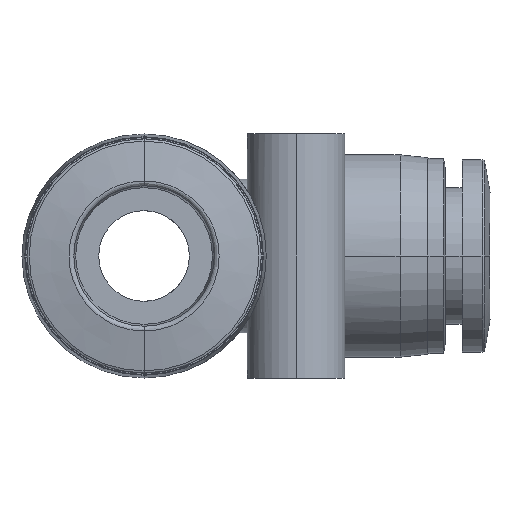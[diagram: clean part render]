
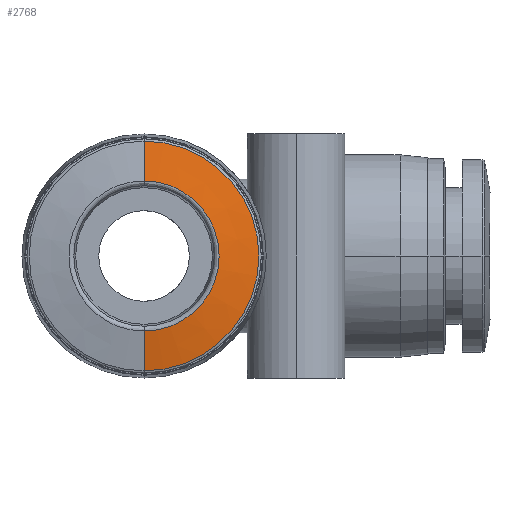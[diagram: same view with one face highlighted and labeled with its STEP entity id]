
A CAD part, left-side view. The second image highlights one B-rep face of the part: STEP entity #2768.
In plain terms, the highlighted conical face has half-angle 80 degrees and reference radius 8.235 mm.
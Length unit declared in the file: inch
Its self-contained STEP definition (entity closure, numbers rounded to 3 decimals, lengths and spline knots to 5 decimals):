
#218 = CARTESIAN_POINT ( 'NONE',  ( -0.97226, 0., 0. ) ) ;
#374 = CARTESIAN_POINT ( 'NONE',  ( -0.95245, 0., 0.3242 ) ) ;
#484 = EDGE_CURVE ( 'NONE', #1413, #1558, #2917, .T. ) ;
#510 = DIRECTION ( 'NONE',  ( 0.174, 0., 0.985 ) ) ;
#522 = DIRECTION ( 'NONE',  ( 0., 0., -1. ) ) ;
#558 = DIRECTION ( 'NONE',  ( 0., 0., -1. ) ) ;
#635 = VERTEX_POINT ( 'NONE', #374 ) ;
#643 = AXIS2_PLACEMENT_3D ( 'NONE', #1357, #3164, #1651 ) ;
#776 = VERTEX_POINT ( 'NONE', #2797 ) ;
#868 = DIRECTION ( 'NONE',  ( 1., 0., 0. ) ) ;
#913 = VECTOR ( 'NONE', #510, 39.37008 ) ;
#932 = EDGE_LOOP ( 'NONE', ( #1313, #1502, #2449, #2226 ) ) ;
#1167 = CARTESIAN_POINT ( 'NONE',  ( -0.95245, 0., 0. ) ) ;
#1228 = EDGE_CURVE ( 'NONE', #1413, #776, #1340, .T. ) ;
#1313 = ORIENTED_EDGE ( 'NONE', *, *, #1668, .F. ) ;
#1340 = CIRCLE ( 'NONE', #2816, 0.21182 ) ;
#1357 = CARTESIAN_POINT ( 'NONE',  ( -0.95245, 0., 0. ) ) ;
#1413 = VERTEX_POINT ( 'NONE', #2598 ) ;
#1502 = ORIENTED_EDGE ( 'NONE', *, *, #1228, .F. ) ;
#1558 = VERTEX_POINT ( 'NONE', #2427 ) ;
#1641 = CARTESIAN_POINT ( 'NONE',  ( -0.95245, 0., -0.3242 ) ) ;
#1651 = DIRECTION ( 'NONE',  ( 0., 1., 0. ) ) ;
#1668 = EDGE_CURVE ( 'NONE', #776, #635, #1793, .T. ) ;
#1793 = LINE ( 'NONE', #2496, #913 ) ;
#2226 = ORIENTED_EDGE ( 'NONE', *, *, #3278, .T. ) ;
#2260 = VECTOR ( 'NONE', #3101, 39.37008 ) ;
#2268 = DIRECTION ( 'NONE',  ( -1., 0., 0. ) ) ;
#2405 = CONICAL_SURFACE ( 'NONE', #2885, 0.3242, 1.396 ) ;
#2427 = CARTESIAN_POINT ( 'NONE',  ( -0.95245, 0., -0.3242 ) ) ;
#2449 = ORIENTED_EDGE ( 'NONE', *, *, #484, .T. ) ;
#2467 = CIRCLE ( 'NONE', #643, 0.3242 ) ;
#2496 = CARTESIAN_POINT ( 'NONE',  ( -0.95245, 0., 0.3242 ) ) ;
#2598 = CARTESIAN_POINT ( 'NONE',  ( -0.97226, 0., -0.21182 ) ) ;
#2768 = ADVANCED_FACE ( 'NONE', ( #3117 ), #2405, .T. ) ;
#2797 = CARTESIAN_POINT ( 'NONE',  ( -0.97226, 0., 0.21182 ) ) ;
#2816 = AXIS2_PLACEMENT_3D ( 'NONE', #218, #2268, #522 ) ;
#2885 = AXIS2_PLACEMENT_3D ( 'NONE', #1167, #868, #558 ) ;
#2917 = LINE ( 'NONE', #1641, #2260 ) ;
#3101 = DIRECTION ( 'NONE',  ( 0.174, 0., -0.985 ) ) ;
#3117 = FACE_OUTER_BOUND ( 'NONE', #932, .T. ) ;
#3164 = DIRECTION ( 'NONE',  ( -1., 0., 0. ) ) ;
#3278 = EDGE_CURVE ( 'NONE', #1558, #635, #2467, .T. ) ;
